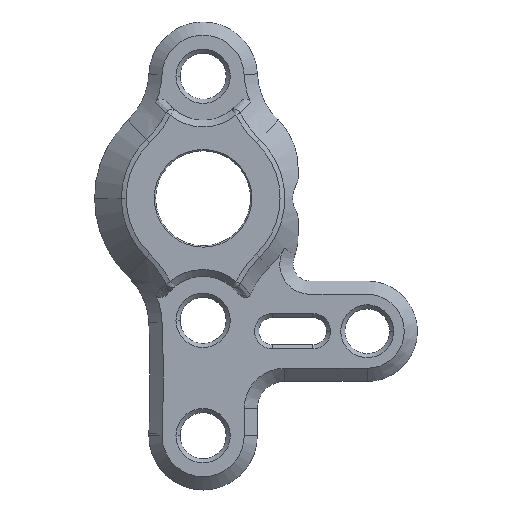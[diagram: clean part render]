
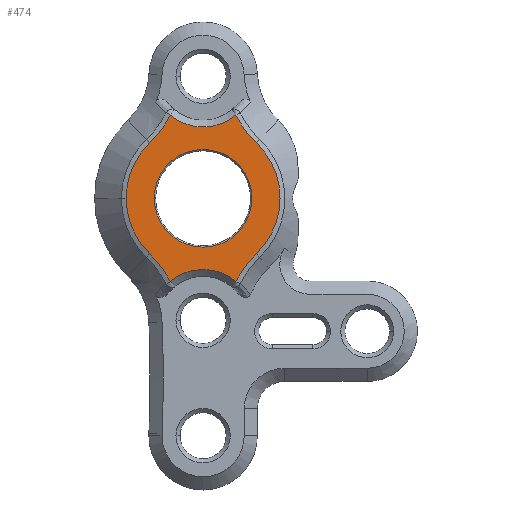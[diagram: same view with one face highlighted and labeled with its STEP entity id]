
A CAD part, top view. The second image highlights one B-rep face of the part: STEP entity #474.
In plain terms, the highlighted planar face has unit normal (0, 0, 1).
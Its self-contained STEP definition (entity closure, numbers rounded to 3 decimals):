
#8 = DIRECTION ( 'NONE',  ( 1., 0., 0. ) ) ;
#28 = EDGE_CURVE ( 'NONE', #1566, #3151, #920, .T. ) ;
#145 = AXIS2_PLACEMENT_3D ( 'NONE', #754, #1875, #2954 ) ;
#180 = AXIS2_PLACEMENT_3D ( 'NONE', #3202, #3473, #1872 ) ;
#193 = ORIENTED_EDGE ( 'NONE', *, *, #1692, .T. ) ;
#204 = DIRECTION ( 'NONE',  ( 1., 0., 0. ) ) ;
#249 = CARTESIAN_POINT ( 'NONE',  ( -8.992, 9.389, 3.9 ) ) ;
#267 = VERTEX_POINT ( 'NONE', #1983 ) ;
#275 = DIRECTION ( 'NONE',  ( 1., 0., 0. ) ) ;
#290 = CARTESIAN_POINT ( 'NONE',  ( 3.923, -4.096, 3.9 ) ) ;
#330 = DIRECTION ( 'NONE',  ( 0., 0., 1. ) ) ;
#334 = ORIENTED_EDGE ( 'NONE', *, *, #1985, .T. ) ;
#364 = CARTESIAN_POINT ( 'NONE',  ( -2.424, 6.138, 3.9 ) ) ;
#402 = EDGE_CURVE ( 'NONE', #720, #2092, #3011, .T. ) ;
#447 = CARTESIAN_POINT ( 'NONE',  ( 0., 0., 3.9 ) ) ;
#474 = ADVANCED_FACE ( 'NONE', ( #2468, #545 ), #1382, .T. ) ;
#543 = AXIS2_PLACEMENT_3D ( 'NONE', #1901, #2979, #8 ) ;
#545 = FACE_OUTER_BOUND ( 'NONE', #2505, .T. ) ;
#552 = VERTEX_POINT ( 'NONE', #290 ) ;
#614 = ORIENTED_EDGE ( 'NONE', *, *, #1673, .T. ) ;
#720 = VERTEX_POINT ( 'NONE', #3183 ) ;
#732 = CARTESIAN_POINT ( 'NONE',  ( -5.672, 0., 3.9 ) ) ;
#754 = CARTESIAN_POINT ( 'NONE',  ( 0., 0., 3.9 ) ) ;
#802 = CARTESIAN_POINT ( 'NONE',  ( -3.923, -4.096, 3.9 ) ) ;
#813 = CIRCLE ( 'NONE', #2798, 7.328 ) ;
#920 = CIRCLE ( 'NONE', #2577, 7.328 ) ;
#976 = AXIS2_PLACEMENT_3D ( 'NONE', #3263, #330, #275 ) ;
#1042 = VERTEX_POINT ( 'NONE', #1553 ) ;
#1065 = ORIENTED_EDGE ( 'NONE', *, *, #2449, .T. ) ;
#1095 = AXIS2_PLACEMENT_3D ( 'NONE', #2180, #1302, #2921 ) ;
#1100 = AXIS2_PLACEMENT_3D ( 'NONE', #447, #3088, #1229 ) ;
#1195 = CARTESIAN_POINT ( 'NONE',  ( 3.6, 0., 3.9 ) ) ;
#1222 = CIRCLE ( 'NONE', #543, 3.6 ) ;
#1229 = DIRECTION ( 'NONE',  ( 1., 0., 0. ) ) ;
#1262 = CARTESIAN_POINT ( 'NONE',  ( 0., 9., 3.9 ) ) ;
#1296 = DIRECTION ( 'NONE',  ( 1., 0., 0. ) ) ;
#1302 = DIRECTION ( 'NONE',  ( 0., 0., -1. ) ) ;
#1355 = DIRECTION ( 'NONE',  ( 0., 0., 1. ) ) ;
#1382 = PLANE ( 'NONE',  #976 ) ;
#1412 = ORIENTED_EDGE ( 'NONE', *, *, #1688, .T. ) ;
#1496 = VERTEX_POINT ( 'NONE', #2870 ) ;
#1498 = CIRCLE ( 'NONE', #1100, 3.6 ) ;
#1553 = CARTESIAN_POINT ( 'NONE',  ( -2.424, -6.138, 3.9 ) ) ;
#1562 = ORIENTED_EDGE ( 'NONE', *, *, #1740, .T. ) ;
#1566 = VERTEX_POINT ( 'NONE', #2339 ) ;
#1626 = DIRECTION ( 'NONE',  ( 1., 0., 0. ) ) ;
#1673 = EDGE_CURVE ( 'NONE', #1724, #1042, #2353, .T. ) ;
#1688 = EDGE_CURVE ( 'NONE', #3108, #720, #813, .T. ) ;
#1692 = EDGE_CURVE ( 'NONE', #1042, #1496, #2802, .T. ) ;
#1724 = VERTEX_POINT ( 'NONE', #802 ) ;
#1740 = EDGE_CURVE ( 'NONE', #1496, #552, #2858, .T. ) ;
#1770 = AXIS2_PLACEMENT_3D ( 'NONE', #3427, #2633, #204 ) ;
#1802 = ORIENTED_EDGE ( 'NONE', *, *, #402, .T. ) ;
#1841 = DIRECTION ( 'NONE',  ( 0., 0., -1. ) ) ;
#1872 = DIRECTION ( 'NONE',  ( 1., 0., 0. ) ) ;
#1875 = DIRECTION ( 'NONE',  ( 0., 0., 1. ) ) ;
#1899 = ORIENTED_EDGE ( 'NONE', *, *, #2630, .T. ) ;
#1901 = CARTESIAN_POINT ( 'NONE',  ( 0., 0., 3.9 ) ) ;
#1983 = CARTESIAN_POINT ( 'NONE',  ( -3.6, 0., 3.9 ) ) ;
#1985 = EDGE_CURVE ( 'NONE', #267, #3081, #1498, .T. ) ;
#2092 = VERTEX_POINT ( 'NONE', #732 ) ;
#2150 = EDGE_CURVE ( 'NONE', #552, #1566, #2466, .T. ) ;
#2180 = CARTESIAN_POINT ( 'NONE',  ( -8.992, -9.389, 3.9 ) ) ;
#2222 = DIRECTION ( 'NONE',  ( 1., 0., 0. ) ) ;
#2268 = CARTESIAN_POINT ( 'NONE',  ( 2.424, 6.138, 3.9 ) ) ;
#2291 = AXIS2_PLACEMENT_3D ( 'NONE', #3182, #2407, #2443 ) ;
#2339 = CARTESIAN_POINT ( 'NONE',  ( 3.923, 4.096, 3.9 ) ) ;
#2352 = DIRECTION ( 'NONE',  ( 0., 0., -1. ) ) ;
#2353 = CIRCLE ( 'NONE', #1095, 7.328 ) ;
#2407 = DIRECTION ( 'NONE',  ( 0., 0., -1. ) ) ;
#2443 = DIRECTION ( 'NONE',  ( 1., 0., 0. ) ) ;
#2449 = EDGE_CURVE ( 'NONE', #3151, #3108, #2535, .T. ) ;
#2466 = CIRCLE ( 'NONE', #2918, 5.672 ) ;
#2468 = FACE_BOUND ( 'NONE', #2626, .T. ) ;
#2505 = EDGE_LOOP ( 'NONE', ( #614, #193, #1562, #3292, #2589, #1065, #1412, #1802, #3282 ) ) ;
#2535 = CIRCLE ( 'NONE', #3267, 3.75 ) ;
#2577 = AXIS2_PLACEMENT_3D ( 'NONE', #2739, #3013, #2222 ) ;
#2589 = ORIENTED_EDGE ( 'NONE', *, *, #28, .T. ) ;
#2626 = EDGE_LOOP ( 'NONE', ( #1899, #334 ) ) ;
#2630 = EDGE_CURVE ( 'NONE', #3081, #267, #1222, .T. ) ;
#2633 = DIRECTION ( 'NONE',  ( 0., 0., 1. ) ) ;
#2656 = CIRCLE ( 'NONE', #145, 5.672 ) ;
#2674 = CARTESIAN_POINT ( 'NONE',  ( 0., 0., 3.9 ) ) ;
#2739 = CARTESIAN_POINT ( 'NONE',  ( 8.992, 9.389, 3.9 ) ) ;
#2798 = AXIS2_PLACEMENT_3D ( 'NONE', #249, #1841, #1626 ) ;
#2802 = CIRCLE ( 'NONE', #180, 3.75 ) ;
#2858 = CIRCLE ( 'NONE', #2291, 7.328 ) ;
#2870 = CARTESIAN_POINT ( 'NONE',  ( 2.424, -6.138, 3.9 ) ) ;
#2918 = AXIS2_PLACEMENT_3D ( 'NONE', #2674, #1355, #3200 ) ;
#2921 = DIRECTION ( 'NONE',  ( 1., 0., 0. ) ) ;
#2954 = DIRECTION ( 'NONE',  ( 1., 0., 0. ) ) ;
#2979 = DIRECTION ( 'NONE',  ( 0., 0., -1. ) ) ;
#3011 = CIRCLE ( 'NONE', #1770, 5.672 ) ;
#3013 = DIRECTION ( 'NONE',  ( 0., 0., -1. ) ) ;
#3081 = VERTEX_POINT ( 'NONE', #1195 ) ;
#3088 = DIRECTION ( 'NONE',  ( 0., 0., -1. ) ) ;
#3108 = VERTEX_POINT ( 'NONE', #364 ) ;
#3151 = VERTEX_POINT ( 'NONE', #2268 ) ;
#3182 = CARTESIAN_POINT ( 'NONE',  ( 8.992, -9.389, 3.9 ) ) ;
#3183 = CARTESIAN_POINT ( 'NONE',  ( -3.923, 4.096, 3.9 ) ) ;
#3200 = DIRECTION ( 'NONE',  ( 1., 0., 0. ) ) ;
#3202 = CARTESIAN_POINT ( 'NONE',  ( 0., -9., 3.9 ) ) ;
#3226 = EDGE_CURVE ( 'NONE', #2092, #1724, #2656, .T. ) ;
#3263 = CARTESIAN_POINT ( 'NONE',  ( 0., 0., 3.9 ) ) ;
#3267 = AXIS2_PLACEMENT_3D ( 'NONE', #1262, #2352, #1296 ) ;
#3282 = ORIENTED_EDGE ( 'NONE', *, *, #3226, .T. ) ;
#3292 = ORIENTED_EDGE ( 'NONE', *, *, #2150, .T. ) ;
#3427 = CARTESIAN_POINT ( 'NONE',  ( 0., 0., 3.9 ) ) ;
#3473 = DIRECTION ( 'NONE',  ( 0., 0., -1. ) ) ;
